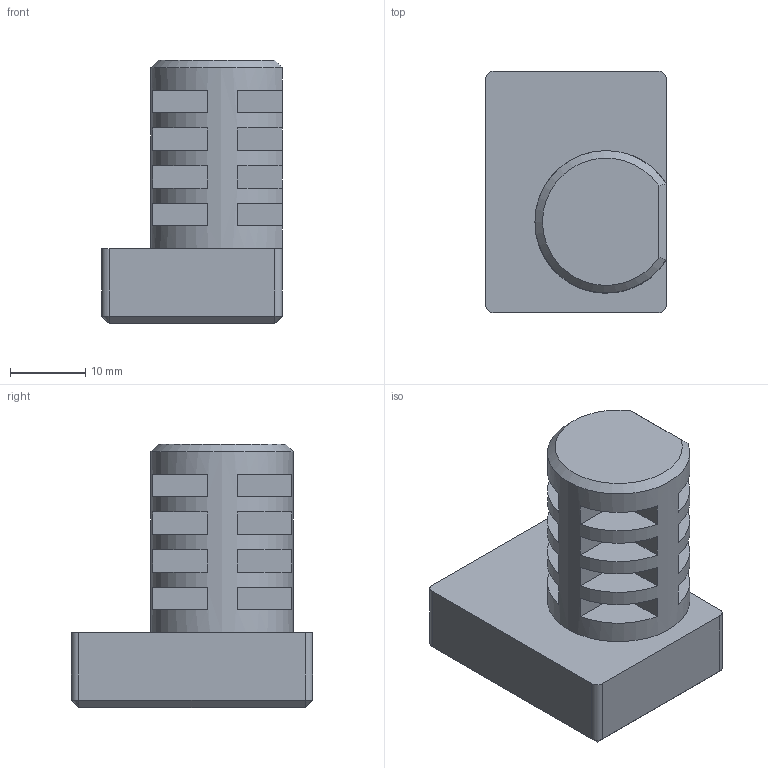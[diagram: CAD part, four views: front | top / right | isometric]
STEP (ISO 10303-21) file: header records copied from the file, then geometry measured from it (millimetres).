
FILE_DESCRIPTION(('FreeCAD Model'),'2;1');
FILE_NAME('Open CASCADE Shape Model','2024-04-05T21:38:42',(''),(''), 'Open CASCADE STEP processor 7.7','FreeCAD','Unknown');
FILE_SCHEMA(('AUTOMOTIVE_DESIGN { 1 0 10303 214 1 1 1 1 }'));
Length unit declared in the file: millimetre
Products named in the file (1): better dog butt
Bounding box: 24 x 32 x 35 mm (x, y, z)
Volume: 12650.2 mm3; surface area: 5295.2 mm2
Topology: 1 solids, 1 shells, 87 faces, 219 edges, 138 vertices
Faces by surface type: plane 77, cylinder 5, cone 5
Entity records: 2568 total; most frequent: CARTESIAN_POINT 441, DIRECTION 436, ORIENTED_EDGE 430, EDGE_CURVE 215, LINE 170, VECTOR 170, VERTEX_POINT 138, AXIS2_PLACEMENT_3D 133
